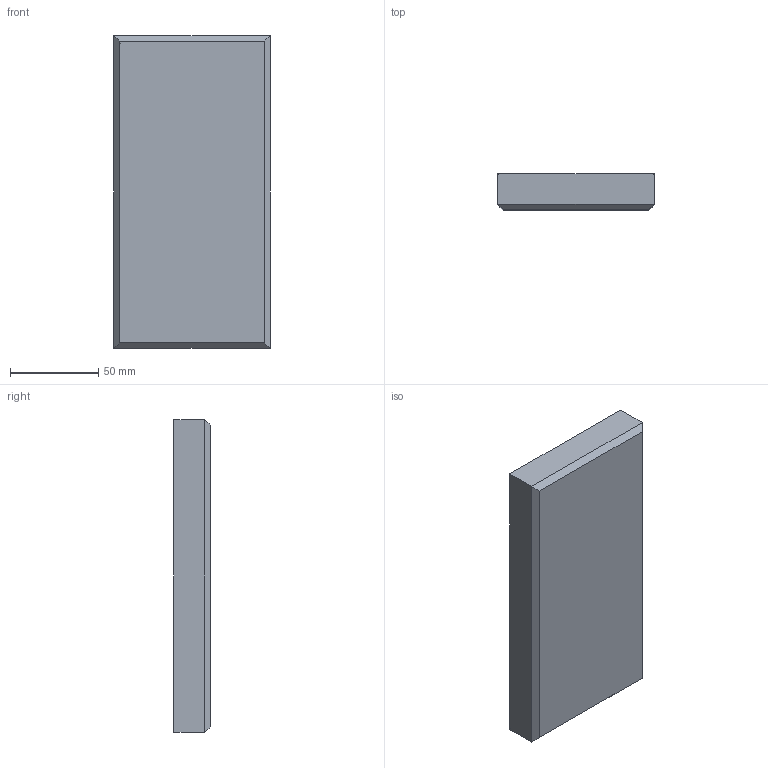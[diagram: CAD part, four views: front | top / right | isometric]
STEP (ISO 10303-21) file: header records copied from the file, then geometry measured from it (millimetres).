
FILE_DESCRIPTION(/* description */ (''),/* implementation_level */ '2;1');
FILE_NAME(/* name */ 'Quarter Tray Bot.step',/* time_stamp */ '2021-03-02T06:13:36-05:00',/* author */ ('elizh'),/* organization */ (''),/* preprocessor_version */ 'ST-DEVELOPER v18.1',/* originating_system */ 'Autodesk Inventor 2021',/* authorisation */ '');
FILE_SCHEMA (('AUTOMOTIVE_DESIGN { 1 0 10303 214 3 1 1 }'));
Length unit declared in the file: inch
Products named in the file (1): Drill Bits Tray (5 length)
Bounding box: 88.9 x 20.64 x 177.8 mm (x, y, z)
Volume: 75007 mm3; surface area: 48787.8 mm2
Topology: 1 solids, 1 shells, 34 faces, 68 edges, 36 vertices
Faces by surface type: plane 22, cylinder 8, sphere 4
Entity records: 887 total; most frequent: DIRECTION 154, CARTESIAN_POINT 139, ORIENTED_EDGE 136, EDGE_CURVE 68, LINE 52, VECTOR 52, AXIS2_PLACEMENT_3D 51, VERTEX_POINT 36
